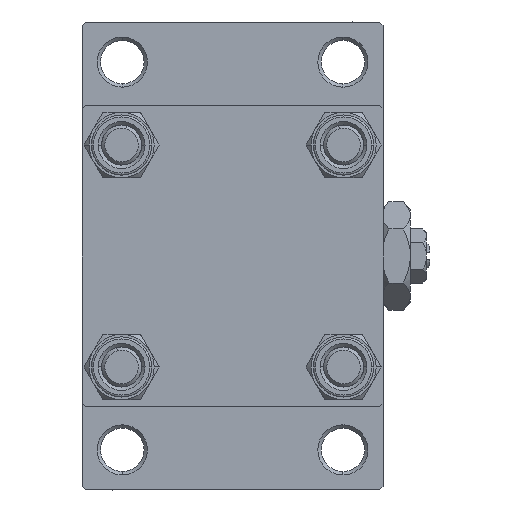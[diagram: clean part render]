
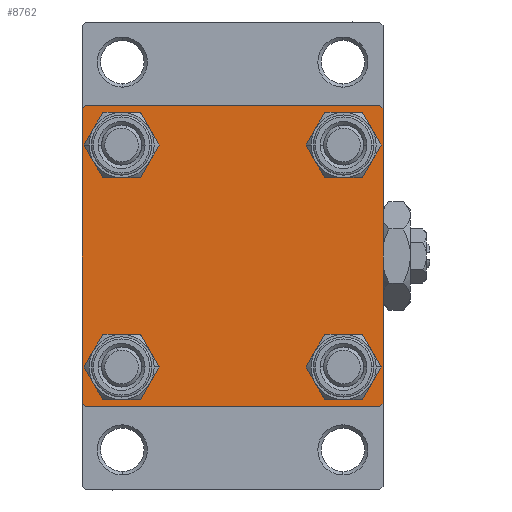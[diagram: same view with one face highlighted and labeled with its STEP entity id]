
A CAD part, left-side view. The second image highlights one B-rep face of the part: STEP entity #8762.
In plain terms, the highlighted planar face has unit normal (-1, 0, 0).
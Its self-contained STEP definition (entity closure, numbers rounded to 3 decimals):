
#487 = CARTESIAN_POINT ( 'NONE',  ( 0., -22.25, 22.25 ) ) ;
#523 = CARTESIAN_POINT ( 'NONE',  ( 0., -22., 22.5 ) ) ;
#1270 = CIRCLE ( 'NONE', #5387, 3.5 ) ;
#1273 = DIRECTION ( 'NONE',  ( 0., 0., 1. ) ) ;
#1310 = CARTESIAN_POINT ( 'NONE',  ( 0., -22., -22.5 ) ) ;
#1511 = DIRECTION ( 'NONE',  ( 0., 0.707, 0.707 ) ) ;
#1762 = DIRECTION ( 'NONE',  ( 0., -0.707, 0.707 ) ) ;
#2598 = CARTESIAN_POINT ( 'NONE',  ( 0., 22.5, 22.5 ) ) ;
#2770 = LINE ( 'NONE', #6873, #47256 ) ;
#2830 = DIRECTION ( 'NONE',  ( 0., 0., 1. ) ) ;
#3809 = FACE_BOUND ( 'NONE', #31919, .T. ) ;
#3850 = LINE ( 'NONE', #12047, #30824 ) ;
#4069 = CARTESIAN_POINT ( 'NONE',  ( 0., 0., 0. ) ) ;
#4178 = DIRECTION ( 'NONE',  ( 0., 0., 1. ) ) ;
#4840 = FACE_BOUND ( 'NONE', #29475, .T. ) ;
#4844 = DIRECTION ( 'NONE',  ( 0., 0., 1. ) ) ;
#5185 = ORIENTED_EDGE ( 'NONE', *, *, #49570, .T. ) ;
#5333 = EDGE_CURVE ( 'NONE', #36458, #37853, #29757, .T. ) ;
#5387 = AXIS2_PLACEMENT_3D ( 'NONE', #44963, #33413, #13192 ) ;
#6116 = DIRECTION ( 'NONE',  ( 0., 0., -1. ) ) ;
#6149 = EDGE_CURVE ( 'NONE', #27538, #27608, #41803, .T. ) ;
#6454 = DIRECTION ( 'NONE',  ( 0., 0., -1. ) ) ;
#6873 = CARTESIAN_POINT ( 'NONE',  ( 0., -22.5, 22.5 ) ) ;
#7037 = DIRECTION ( 'NONE',  ( 1., 0., 0. ) ) ;
#7171 = ORIENTED_EDGE ( 'NONE', *, *, #13114, .T. ) ;
#7406 = VECTOR ( 'NONE', #6454, 1000. ) ;
#7534 = ORIENTED_EDGE ( 'NONE', *, *, #47874, .T. ) ;
#7700 = EDGE_CURVE ( 'NONE', #43389, #14910, #14841, .T. ) ;
#7937 = ORIENTED_EDGE ( 'NONE', *, *, #6149, .T. ) ;
#8179 = FACE_OUTER_BOUND ( 'NONE', #9937, .T. ) ;
#8355 = AXIS2_PLACEMENT_3D ( 'NONE', #4069, #31722, #19692 ) ;
#8762 = ADVANCED_FACE ( 'NONE', ( #4840, #20463, #39189, #3809, #8179 ), #23530, .T. ) ;
#8972 = LINE ( 'NONE', #487, #33525 ) ;
#9444 = DIRECTION ( 'NONE',  ( 1., 0., 0. ) ) ;
#9482 = LINE ( 'NONE', #28915, #43714 ) ;
#9937 = EDGE_LOOP ( 'NONE', ( #42882, #50320, #16408, #46673, #36818, #7534, #48577, #18097 ) ) ;
#11573 = VECTOR ( 'NONE', #27113, 1000. ) ;
#12047 = CARTESIAN_POINT ( 'NONE',  ( 0., 22.25, -22.25 ) ) ;
#12121 = CARTESIAN_POINT ( 'NONE',  ( 0., -22.5, 22. ) ) ;
#12851 = CARTESIAN_POINT ( 'NONE',  ( 0., -16.6, -13.1 ) ) ;
#13114 = EDGE_CURVE ( 'NONE', #50360, #40200, #15849, .T. ) ;
#13192 = DIRECTION ( 'NONE',  ( 0., 0., 1. ) ) ;
#13373 = EDGE_CURVE ( 'NONE', #43389, #36458, #36324, .T. ) ;
#13396 = CIRCLE ( 'NONE', #23182, 3.5 ) ;
#13763 = VERTEX_POINT ( 'NONE', #12121 ) ;
#14110 = CARTESIAN_POINT ( 'NONE',  ( 0., -16.6, 16.6 ) ) ;
#14141 = CARTESIAN_POINT ( 'NONE',  ( 0., 16.6, 20.1 ) ) ;
#14584 = CARTESIAN_POINT ( 'NONE',  ( 0., 22.5, 22.5 ) ) ;
#14841 = LINE ( 'NONE', #14584, #11573 ) ;
#14910 = VERTEX_POINT ( 'NONE', #523 ) ;
#15849 = CIRCLE ( 'NONE', #44391, 3.5 ) ;
#16136 = CARTESIAN_POINT ( 'NONE',  ( 0., 22., -22.5 ) ) ;
#16239 = EDGE_CURVE ( 'NONE', #23356, #32083, #13396, .T. ) ;
#16408 = ORIENTED_EDGE ( 'NONE', *, *, #45715, .T. ) ;
#16917 = CARTESIAN_POINT ( 'NONE',  ( 0., -16.6, -16.6 ) ) ;
#17342 = DIRECTION ( 'NONE',  ( 0., 0.707, -0.707 ) ) ;
#17405 = ORIENTED_EDGE ( 'NONE', *, *, #18599, .T. ) ;
#17461 = CARTESIAN_POINT ( 'NONE',  ( 0., -16.6, -20.1 ) ) ;
#17643 = CARTESIAN_POINT ( 'NONE',  ( 0., 16.6, 13.1 ) ) ;
#18097 = ORIENTED_EDGE ( 'NONE', *, *, #13373, .T. ) ;
#18599 = EDGE_CURVE ( 'NONE', #24073, #36841, #46224, .T. ) ;
#19291 = CARTESIAN_POINT ( 'NONE',  ( 0., 22.5, 22. ) ) ;
#19420 = ORIENTED_EDGE ( 'NONE', *, *, #37927, .T. ) ;
#19611 = DIRECTION ( 'NONE',  ( 1., 0., 0. ) ) ;
#19677 = AXIS2_PLACEMENT_3D ( 'NONE', #20693, #9444, #25294 ) ;
#19692 = DIRECTION ( 'NONE',  ( 0., 0., 1. ) ) ;
#19987 = VERTEX_POINT ( 'NONE', #16136 ) ;
#20463 = FACE_BOUND ( 'NONE', #42078, .T. ) ;
#20693 = CARTESIAN_POINT ( 'NONE',  ( 0., -16.6, -16.6 ) ) ;
#21468 = CARTESIAN_POINT ( 'NONE',  ( 0., 16.6, 16.6 ) ) ;
#21748 = DIRECTION ( 'NONE',  ( 1., 0., 0. ) ) ;
#22731 = LINE ( 'NONE', #26319, #23672 ) ;
#23182 = AXIS2_PLACEMENT_3D ( 'NONE', #21468, #32243, #4844 ) ;
#23356 = VERTEX_POINT ( 'NONE', #14141 ) ;
#23396 = CARTESIAN_POINT ( 'NONE',  ( 0., 16.6, -16.6 ) ) ;
#23495 = EDGE_CURVE ( 'NONE', #37853, #19987, #3850, .T. ) ;
#23530 = PLANE ( 'NONE',  #8355 ) ;
#23672 = VECTOR ( 'NONE', #38132, 1000. ) ;
#24073 = VERTEX_POINT ( 'NONE', #47306 ) ;
#25294 = DIRECTION ( 'NONE',  ( 0., 0., 1. ) ) ;
#25932 = CARTESIAN_POINT ( 'NONE',  ( 0., 22., 22.5 ) ) ;
#26085 = CARTESIAN_POINT ( 'NONE',  ( 0., -16.6, 16.6 ) ) ;
#26319 = CARTESIAN_POINT ( 'NONE',  ( 0., 22.5, -22.5 ) ) ;
#26489 = VECTOR ( 'NONE', #17342, 1000. ) ;
#27113 = DIRECTION ( 'NONE',  ( 0., -1., 0. ) ) ;
#27269 = AXIS2_PLACEMENT_3D ( 'NONE', #27297, #19611, #35254 ) ;
#27297 = CARTESIAN_POINT ( 'NONE',  ( 0., 16.6, 16.6 ) ) ;
#27538 = VERTEX_POINT ( 'NONE', #12851 ) ;
#27608 = VERTEX_POINT ( 'NONE', #17461 ) ;
#28849 = EDGE_CURVE ( 'NONE', #32083, #23356, #28921, .T. ) ;
#28868 = EDGE_LOOP ( 'NONE', ( #34191, #17405 ) ) ;
#28915 = CARTESIAN_POINT ( 'NONE',  ( 0., -22.25, -22.25 ) ) ;
#28921 = CIRCLE ( 'NONE', #27269, 3.5 ) ;
#29475 = EDGE_LOOP ( 'NONE', ( #5185, #7171 ) ) ;
#29757 = LINE ( 'NONE', #2598, #7406 ) ;
#30740 = AXIS2_PLACEMENT_3D ( 'NONE', #16917, #21748, #1273 ) ;
#30824 = VECTOR ( 'NONE', #35124, 1000. ) ;
#31440 = AXIS2_PLACEMENT_3D ( 'NONE', #23396, #7037, #4178 ) ;
#31722 = DIRECTION ( 'NONE',  ( -1., 0., 0. ) ) ;
#31919 = EDGE_LOOP ( 'NONE', ( #49448, #38836 ) ) ;
#32083 = VERTEX_POINT ( 'NONE', #17643 ) ;
#32243 = DIRECTION ( 'NONE',  ( 1., 0., 0. ) ) ;
#33142 = EDGE_CURVE ( 'NONE', #49450, #42711, #9482, .T. ) ;
#33413 = DIRECTION ( 'NONE',  ( 1., 0., 0. ) ) ;
#33525 = VECTOR ( 'NONE', #1511, 1000. ) ;
#34191 = ORIENTED_EDGE ( 'NONE', *, *, #36345, .T. ) ;
#34366 = CIRCLE ( 'NONE', #44189, 3.5 ) ;
#35124 = DIRECTION ( 'NONE',  ( 0., -0.707, -0.707 ) ) ;
#35254 = DIRECTION ( 'NONE',  ( 0., 0., 1. ) ) ;
#36324 = LINE ( 'NONE', #40936, #26489 ) ;
#36345 = EDGE_CURVE ( 'NONE', #36841, #24073, #1270, .T. ) ;
#36396 = CARTESIAN_POINT ( 'NONE',  ( 0., 22.5, -22. ) ) ;
#36458 = VERTEX_POINT ( 'NONE', #19291 ) ;
#36818 = ORIENTED_EDGE ( 'NONE', *, *, #40436, .F. ) ;
#36841 = VERTEX_POINT ( 'NONE', #39406 ) ;
#37853 = VERTEX_POINT ( 'NONE', #36396 ) ;
#37927 = EDGE_CURVE ( 'NONE', #27608, #27538, #47152, .T. ) ;
#38132 = DIRECTION ( 'NONE',  ( 0., -1., 0. ) ) ;
#38244 = CARTESIAN_POINT ( 'NONE',  ( 0., -22.5, -22. ) ) ;
#38650 = DIRECTION ( 'NONE',  ( 0., 0., 1. ) ) ;
#38836 = ORIENTED_EDGE ( 'NONE', *, *, #28849, .T. ) ;
#39189 = FACE_BOUND ( 'NONE', #28868, .T. ) ;
#39406 = CARTESIAN_POINT ( 'NONE',  ( 0., 16.6, -13.1 ) ) ;
#40089 = CARTESIAN_POINT ( 'NONE',  ( 0., -16.6, 20.1 ) ) ;
#40200 = VERTEX_POINT ( 'NONE', #40089 ) ;
#40436 = EDGE_CURVE ( 'NONE', #13763, #42711, #2770, .T. ) ;
#40936 = CARTESIAN_POINT ( 'NONE',  ( 0., 22.25, 22.25 ) ) ;
#41803 = CIRCLE ( 'NONE', #19677, 3.5 ) ;
#41997 = DIRECTION ( 'NONE',  ( 1., 0., 0. ) ) ;
#42078 = EDGE_LOOP ( 'NONE', ( #7937, #19420 ) ) ;
#42711 = VERTEX_POINT ( 'NONE', #38244 ) ;
#42882 = ORIENTED_EDGE ( 'NONE', *, *, #5333, .T. ) ;
#43389 = VERTEX_POINT ( 'NONE', #25932 ) ;
#43714 = VECTOR ( 'NONE', #1762, 1000. ) ;
#44189 = AXIS2_PLACEMENT_3D ( 'NONE', #14110, #45631, #2830 ) ;
#44391 = AXIS2_PLACEMENT_3D ( 'NONE', #26085, #41997, #38650 ) ;
#44963 = CARTESIAN_POINT ( 'NONE',  ( 0., 16.6, -16.6 ) ) ;
#45631 = DIRECTION ( 'NONE',  ( 1., 0., 0. ) ) ;
#45715 = EDGE_CURVE ( 'NONE', #19987, #49450, #22731, .T. ) ;
#46224 = CIRCLE ( 'NONE', #31440, 3.5 ) ;
#46673 = ORIENTED_EDGE ( 'NONE', *, *, #33142, .T. ) ;
#47152 = CIRCLE ( 'NONE', #30740, 3.5 ) ;
#47256 = VECTOR ( 'NONE', #6116, 1000. ) ;
#47306 = CARTESIAN_POINT ( 'NONE',  ( 0., 16.6, -20.1 ) ) ;
#47527 = CARTESIAN_POINT ( 'NONE',  ( 0., -16.6, 13.1 ) ) ;
#47874 = EDGE_CURVE ( 'NONE', #13763, #14910, #8972, .T. ) ;
#48577 = ORIENTED_EDGE ( 'NONE', *, *, #7700, .F. ) ;
#49448 = ORIENTED_EDGE ( 'NONE', *, *, #16239, .T. ) ;
#49450 = VERTEX_POINT ( 'NONE', #1310 ) ;
#49570 = EDGE_CURVE ( 'NONE', #40200, #50360, #34366, .T. ) ;
#50320 = ORIENTED_EDGE ( 'NONE', *, *, #23495, .T. ) ;
#50360 = VERTEX_POINT ( 'NONE', #47527 ) ;
